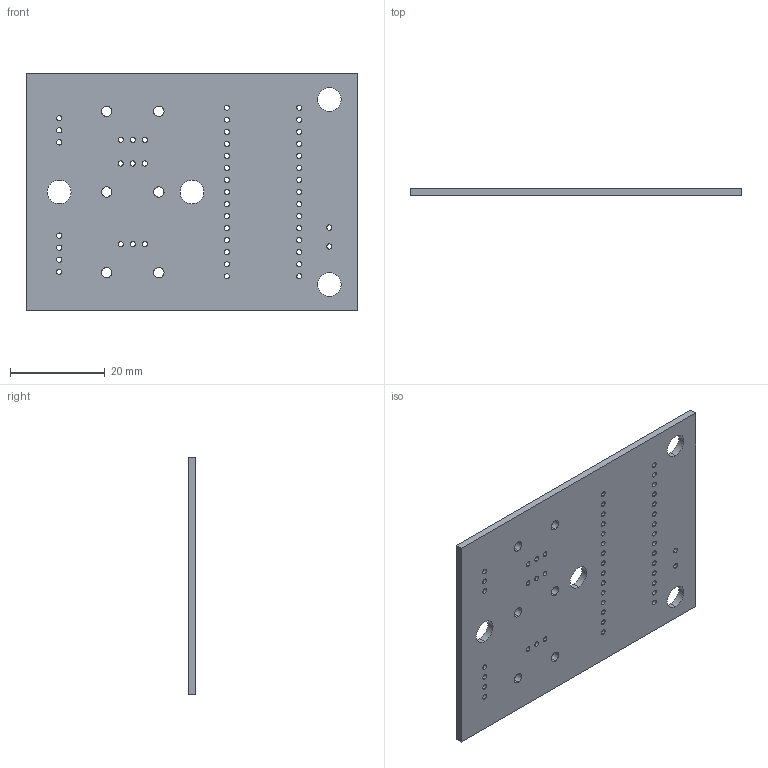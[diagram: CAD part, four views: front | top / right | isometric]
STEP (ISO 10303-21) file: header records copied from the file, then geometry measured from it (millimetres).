
FILE_DESCRIPTION (( 'STEP AP214' ), '1' );
FILE_NAME ('SampleShield V2.STEP', '2023-02-02T19:32:33', ( '' ), ( '' ), 'SwSTEP 2.0', 'SolidWorks 2022', '' );
FILE_SCHEMA (( 'AUTOMOTIVE_DESIGN' ));
Length unit declared in the file: millimetre
Products named in the file (1): SampleShield V2
Bounding box: 70 x 1.5 x 50 mm (x, y, z)
Volume: 5029.6 mm3; surface area: 7471.3 mm2
Topology: 1 solids, 1 shells, 122 faces, 360 edges, 240 vertices
Faces by surface type: cylinder 116, plane 6
Entity records: 4482 total; most frequent: DIRECTION 838, CARTESIAN_POINT 723, ORIENTED_EDGE 720, EDGE_CURVE 360, AXIS2_PLACEMENT_3D 355, VERTEX_POINT 240, EDGE_LOOP 238, CIRCLE 232
